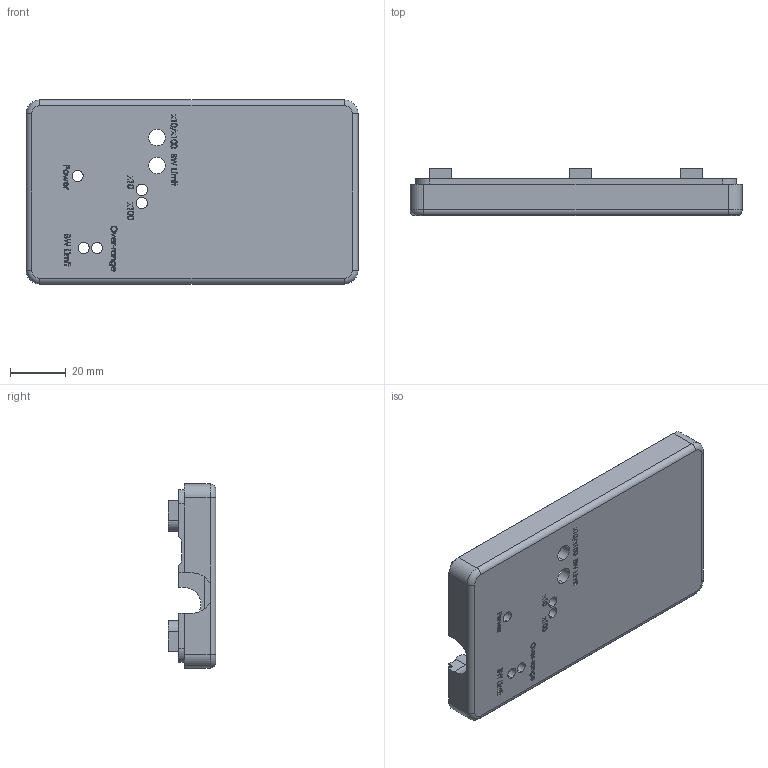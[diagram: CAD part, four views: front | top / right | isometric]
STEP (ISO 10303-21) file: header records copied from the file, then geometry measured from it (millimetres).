
FILE_DESCRIPTION (( 'STEP AP214' ), '1' );
FILE_NAME ('Differential_Probe_Enclosure_TOP.STEP', '2025-06-10T19:30:55', ( '' ), ( '' ), 'SwSTEP 2.0', 'SolidWorks 2024', '' );
FILE_SCHEMA (( 'AUTOMOTIVE_DESIGN' ));
Length unit declared in the file: millimetre
Products named in the file (1): Differential_Probe_Enclosure_TOP
Bounding box: 119 x 16.98 x 66 mm (x, y, z)
Volume: 51029.2 mm3; surface area: 26343.5 mm2
Topology: 1 solids, 1 shells, 672 faces, 1780 edges, 1180 vertices
Faces by surface type: plane 410, bspline 205, cylinder 53, torus 4
Entity records: 32159 total; most frequent: CARTESIAN_POINT 16722, ORIENTED_EDGE 3560, DIRECTION 2416, EDGE_CURVE 1780, VECTOR 1252, LINE 1252, VERTEX_POINT 1180, EDGE_LOOP 758
